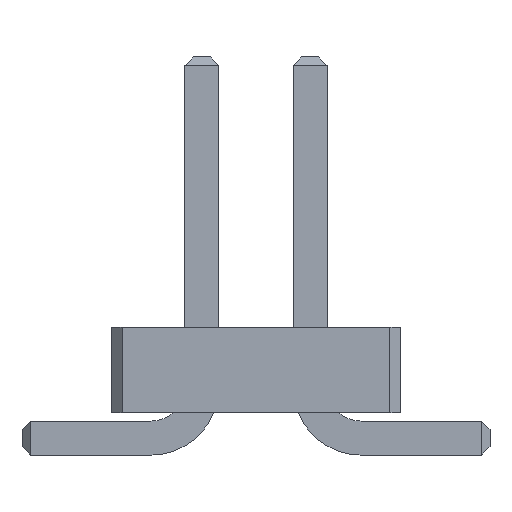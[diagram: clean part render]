
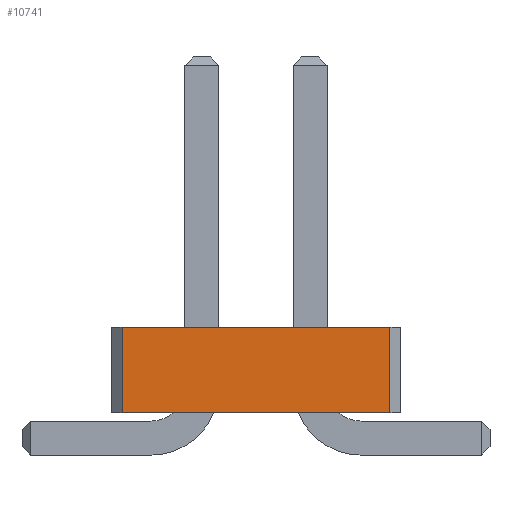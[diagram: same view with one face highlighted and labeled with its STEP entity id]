
A CAD part, front view. The second image highlights one B-rep face of the part: STEP entity #10741.
In plain terms, the highlighted planar face has unit normal (0, -1, 0).
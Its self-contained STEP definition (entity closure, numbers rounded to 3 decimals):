
#839 = VERTEX_POINT('',#840);
#840 = CARTESIAN_POINT('',(1.573,-20.32,0.5));
#846 = EDGE_CURVE('',#847,#839,#849,.T.);
#847 = VERTEX_POINT('',#848);
#848 = CARTESIAN_POINT('',(-1.573,-20.32,0.5));
#849 = LINE('',#850,#851);
#850 = CARTESIAN_POINT('',(-1.7,-20.32,0.5));
#851 = VECTOR('',#852,1.);
#852 = DIRECTION('',(1.,0.,0.));
#4591 = VERTEX_POINT('',#4592);
#4592 = CARTESIAN_POINT('',(-1.573,-20.32,1.5));
#4598 = EDGE_CURVE('',#4591,#4599,#4601,.T.);
#4599 = VERTEX_POINT('',#4600);
#4600 = CARTESIAN_POINT('',(1.573,-20.32,1.5));
#4601 = LINE('',#4602,#4603);
#4602 = CARTESIAN_POINT('',(-1.7,-20.32,1.5));
#4603 = VECTOR('',#4604,1.);
#4604 = DIRECTION('',(1.,0.,0.));
#10731 = EDGE_CURVE('',#847,#4591,#10732,.T.);
#10732 = LINE('',#10733,#10734);
#10733 = CARTESIAN_POINT('',(-1.573,-20.32,0.5));
#10734 = VECTOR('',#10735,1.);
#10735 = DIRECTION('',(0.,0.,1.));
#10741 = ADVANCED_FACE('',(#10742),#10753,.F.);
#10742 = FACE_BOUND('',#10743,.F.);
#10743 = EDGE_LOOP('',(#10744,#10745,#10746,#10747));
#10744 = ORIENTED_EDGE('',*,*,#846,.F.);
#10745 = ORIENTED_EDGE('',*,*,#10731,.T.);
#10746 = ORIENTED_EDGE('',*,*,#4598,.T.);
#10747 = ORIENTED_EDGE('',*,*,#10748,.F.);
#10748 = EDGE_CURVE('',#839,#4599,#10749,.T.);
#10749 = LINE('',#10750,#10751);
#10750 = CARTESIAN_POINT('',(1.573,-20.32,0.5));
#10751 = VECTOR('',#10752,1.);
#10752 = DIRECTION('',(0.,0.,1.));
#10753 = PLANE('',#10754);
#10754 = AXIS2_PLACEMENT_3D('',#10755,#10756,#10757);
#10755 = CARTESIAN_POINT('',(-1.7,-20.32,0.5));
#10756 = DIRECTION('',(0.,1.,0.));
#10757 = DIRECTION('',(1.,0.,0.));
